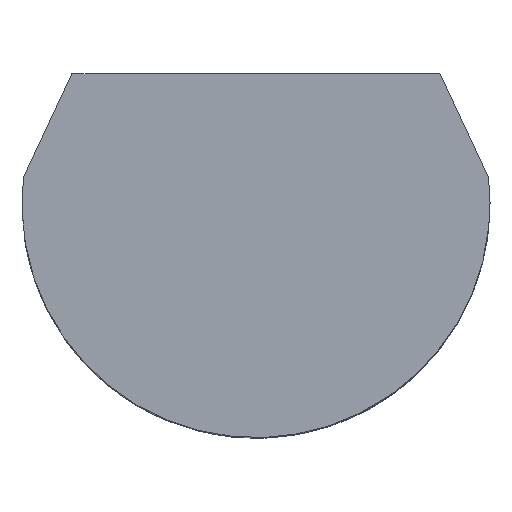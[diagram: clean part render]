
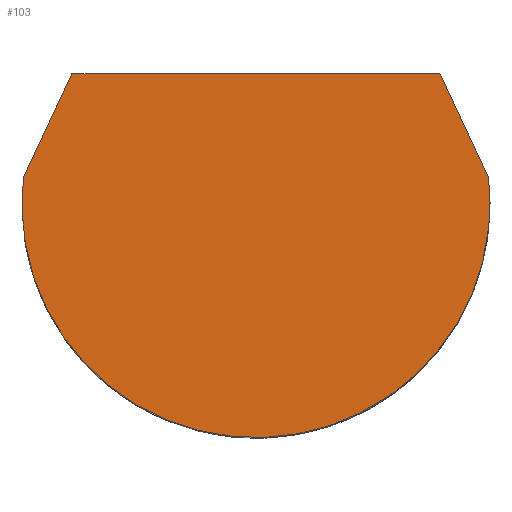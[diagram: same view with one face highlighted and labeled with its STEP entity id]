
A CAD part, top view. The second image highlights one B-rep face of the part: STEP entity #103.
In plain terms, the highlighted planar face has unit normal (0, 0, 1).
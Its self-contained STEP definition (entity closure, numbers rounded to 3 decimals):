
#14=(
BOUNDED_CURVE()
B_SPLINE_CURVE(2,(#699,#700,#701,#702,#703,#704,#705,#706,#707),
 .UNSPECIFIED.,.F.,.F.)
B_SPLINE_CURVE_WITH_KNOTS((3,2,2,2,3),(6.944,8.868,
10.791,12.715,14.639),.UNSPECIFIED.)
CURVE()
GEOMETRIC_REPRESENTATION_ITEM()
RATIONAL_B_SPLINE_CURVE((1.,0.913,1.,0.913,1.,0.913,
1.,0.913,1.))
REPRESENTATION_ITEM('')
);
#18=(
BOUNDED_CURVE()
B_SPLINE_CURVE(2,(#715,#716,#717),.UNSPECIFIED.,.F.,.F.)
B_SPLINE_CURVE_WITH_KNOTS((3,3),(14.639,15.765),
 .UNSPECIFIED.)
CURVE()
GEOMETRIC_REPRESENTATION_ITEM()
RATIONAL_B_SPLINE_CURVE((1.,1.,1.))
REPRESENTATION_ITEM('')
);
#21=(
BOUNDED_CURVE()
B_SPLINE_CURVE(2,(#723,#724,#725),.UNSPECIFIED.,.F.,.F.)
B_SPLINE_CURVE_WITH_KNOTS((3,3),(15.765,19.365),
 .UNSPECIFIED.)
CURVE()
GEOMETRIC_REPRESENTATION_ITEM()
RATIONAL_B_SPLINE_CURVE((1.,1.,1.))
REPRESENTATION_ITEM('')
);
#23=(
BOUNDED_CURVE()
B_SPLINE_CURVE(2,(#729,#730,#731),.UNSPECIFIED.,.F.,.F.)
B_SPLINE_CURVE_WITH_KNOTS((3,3),(19.365,20.49),
 .UNSPECIFIED.)
CURVE()
GEOMETRIC_REPRESENTATION_ITEM()
RATIONAL_B_SPLINE_CURVE((1.,1.,1.))
REPRESENTATION_ITEM('')
);
#103=ADVANCED_FACE('',(#130),#417,.T.);
#130=FACE_OUTER_BOUND('',#158,.T.);
#158=EDGE_LOOP('',(#256,#257,#258,#259));
#256=ORIENTED_EDGE('',*,*,#308,.T.);
#257=ORIENTED_EDGE('',*,*,#312,.T.);
#258=ORIENTED_EDGE('',*,*,#315,.T.);
#259=ORIENTED_EDGE('',*,*,#317,.T.);
#308=EDGE_CURVE('',#389,#388,#14,.T.);
#312=EDGE_CURVE('',#388,#391,#18,.T.);
#315=EDGE_CURVE('',#391,#393,#21,.T.);
#317=EDGE_CURVE('',#393,#389,#23,.T.);
#388=VERTEX_POINT('',#678);
#389=VERTEX_POINT('',#679);
#391=VERTEX_POINT('',#681);
#393=VERTEX_POINT('',#683);
#417=PLANE('',#458);
#458=AXIS2_PLACEMENT_3D('',#638,#482,$);
#482=DIRECTION('',(0.,0.,1.));
#638=CARTESIAN_POINT('',(-2.862,-2.795,6.18));
#678=CARTESIAN_POINT('',(2.276,0.19,6.18));
#679=CARTESIAN_POINT('',(-2.276,0.19,6.18));
#681=CARTESIAN_POINT('',(1.8,1.21,6.18));
#683=CARTESIAN_POINT('',(-1.8,1.21,6.18));
#699=CARTESIAN_POINT('',(-2.276,0.19,6.18));
#700=CARTESIAN_POINT('',(-2.388,-0.827,6.18));
#701=CARTESIAN_POINT('',(-1.705,-1.588,6.18));
#702=CARTESIAN_POINT('',(-1.023,-2.35,6.18));
#703=CARTESIAN_POINT('',(0.,-2.35,6.18));
#704=CARTESIAN_POINT('',(1.023,-2.35,6.18));
#705=CARTESIAN_POINT('',(1.705,-1.588,6.18));
#706=CARTESIAN_POINT('',(2.388,-0.827,6.18));
#707=CARTESIAN_POINT('',(2.276,0.19,6.18));
#715=CARTESIAN_POINT('',(2.276,0.19,6.18));
#716=CARTESIAN_POINT('',(2.038,0.7,6.18));
#717=CARTESIAN_POINT('',(1.8,1.21,6.18));
#723=CARTESIAN_POINT('',(1.8,1.21,6.18));
#724=CARTESIAN_POINT('',(0.,1.21,6.18));
#725=CARTESIAN_POINT('',(-1.8,1.21,6.18));
#729=CARTESIAN_POINT('',(-1.8,1.21,6.18));
#730=CARTESIAN_POINT('',(-2.038,0.7,6.18));
#731=CARTESIAN_POINT('',(-2.276,0.19,6.18));
